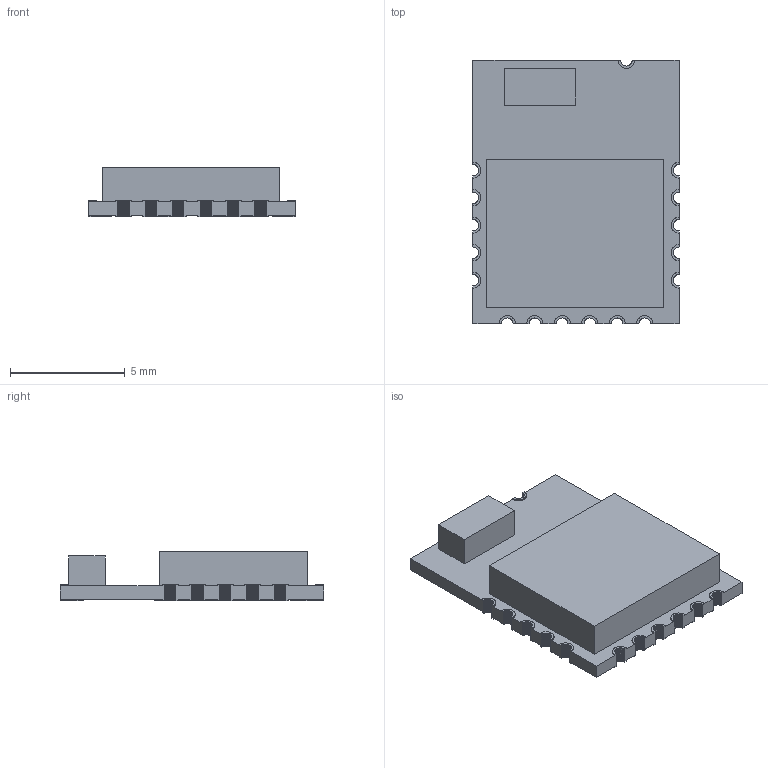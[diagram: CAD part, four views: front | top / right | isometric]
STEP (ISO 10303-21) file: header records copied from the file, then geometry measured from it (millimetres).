
FILE_DESCRIPTION (( 'STEP AP214' ), '1' );
FILE_NAME ('User Library-Modulo BT BM71BLES1FC2 Microchip.STEP', '2021-11-16T22:11:20', ( '' ), ( '' ), 'SwSTEP 2.0', 'SolidWorks 2021', '' );
FILE_SCHEMA (( 'AUTOMOTIVE_DESIGN' ));
Length unit declared in the file: millimetre
Products named in the file (1): User Library-Modulo BT BM71BLES1FC2 Microchip
Bounding box: 9 x 11.5 x 2.15 mm (x, y, z)
Volume: 143.4 mm3; surface area: 291.7 mm2
Topology: 1 solids, 1 shells, 1342 faces, 3990 edges, 2660 vertices
Faces by surface type: plane 1342
Entity records: 44411 total; most frequent: CARTESIAN_POINT 7993, ORIENTED_EDGE 7980, DIRECTION 6676, EDGE_CURVE 3990, LINE 3990, VECTOR 3990, VERTEX_POINT 2660, EDGE_LOOP 1352
